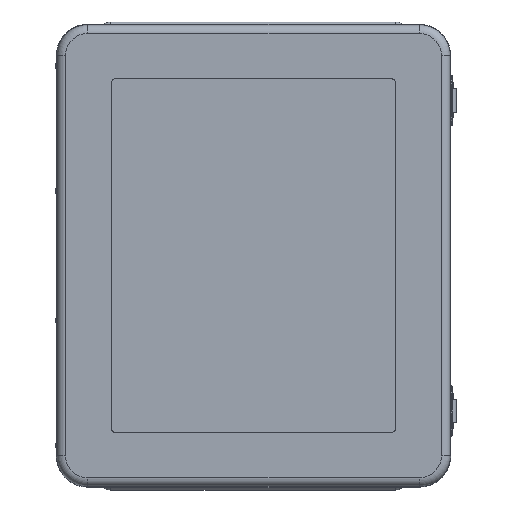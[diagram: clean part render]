
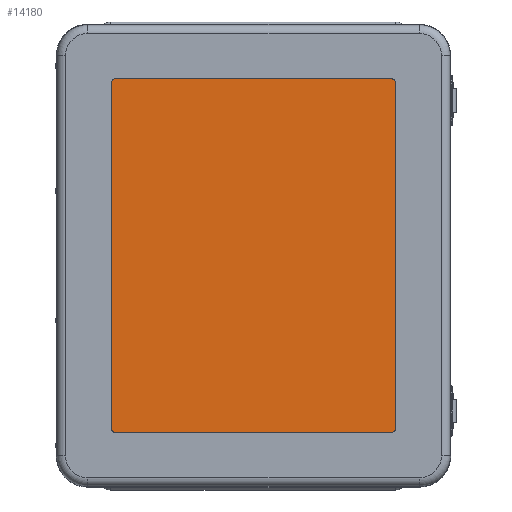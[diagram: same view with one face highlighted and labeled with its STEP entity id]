
A CAD part, top view. The second image highlights one B-rep face of the part: STEP entity #14180.
In plain terms, the highlighted planar face has unit normal (0, 0, 1).
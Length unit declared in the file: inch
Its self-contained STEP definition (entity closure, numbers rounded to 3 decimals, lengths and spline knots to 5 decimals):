
#739=LINE($,#23830,#1828);
#742=LINE($,#23838,#1831);
#745=LINE($,#23846,#1834);
#747=LINE($,#23852,#1836);
#1828=VECTOR($,#17997,10.);
#1831=VECTOR($,#18006,8.);
#1834=VECTOR($,#18015,10.);
#1836=VECTOR($,#18023,8.);
#2743=PLANE($,#15413);
#4050=FACE_OUTER_BOUND($,#4974,.T.);
#4974=EDGE_LOOP($,(#11162,#11163,#11164,#11165,#11166,#11167,#11168,#11169));
#6032=CIRCLE($,#15402,0.125);
#6033=CIRCLE($,#15405,0.125);
#6034=CIRCLE($,#15408,0.125);
#6035=CIRCLE($,#15411,0.125);
#6899=VERTEX_POINT($,#23822);
#6900=VERTEX_POINT($,#23824);
#6901=VERTEX_POINT($,#23828);
#6902=VERTEX_POINT($,#23832);
#6903=VERTEX_POINT($,#23836);
#6904=VERTEX_POINT($,#23840);
#6905=VERTEX_POINT($,#23844);
#6906=VERTEX_POINT($,#23848);
#8495=EDGE_CURVE($,#6899,#6900,#6032,.T.);
#8498=EDGE_CURVE($,#6901,#6899,#739,.T.);
#8500=EDGE_CURVE($,#6902,#6901,#6033,.T.);
#8502=EDGE_CURVE($,#6903,#6902,#742,.T.);
#8504=EDGE_CURVE($,#6904,#6903,#6034,.T.);
#8506=EDGE_CURVE($,#6905,#6904,#745,.T.);
#8508=EDGE_CURVE($,#6906,#6905,#6035,.T.);
#8509=EDGE_CURVE($,#6900,#6906,#747,.T.);
#11162=ORIENTED_EDGE($,*,*,#8509,.F.);
#11163=ORIENTED_EDGE($,*,*,#8495,.F.);
#11164=ORIENTED_EDGE($,*,*,#8498,.F.);
#11165=ORIENTED_EDGE($,*,*,#8500,.F.);
#11166=ORIENTED_EDGE($,*,*,#8502,.F.);
#11167=ORIENTED_EDGE($,*,*,#8504,.F.);
#11168=ORIENTED_EDGE($,*,*,#8506,.F.);
#11169=ORIENTED_EDGE($,*,*,#8508,.F.);
#14180=ADVANCED_FACE($,(#4050),#2743,.T.);
#15402=AXIS2_PLACEMENT_3D($,#23825,#17991,#17992);
#15405=AXIS2_PLACEMENT_3D($,#23834,#18001,#18002);
#15408=AXIS2_PLACEMENT_3D($,#23842,#18010,#18011);
#15411=AXIS2_PLACEMENT_3D($,#23850,#18019,#18020);
#15413=AXIS2_PLACEMENT_3D($,#23853,#18024,#18025);
#17991=DIRECTION('center_axis',(0.,0.,-1.));
#17992=DIRECTION('ref_axis',(0.,-1.,0.));
#17997=DIRECTION($,(0.,1.,0.));
#18001=DIRECTION('center_axis',(0.,0.,-1.));
#18002=DIRECTION('ref_axis',(1.,0.,0.));
#18006=DIRECTION($,(-1.,0.,0.));
#18010=DIRECTION('center_axis',(0.,0.,-1.));
#18011=DIRECTION('ref_axis',(0.,1.,0.));
#18015=DIRECTION($,(0.,-1.,0.));
#18019=DIRECTION('center_axis',(0.,0.,-1.));
#18020=DIRECTION('ref_axis',(-1.,0.,0.));
#18023=DIRECTION($,(1.,0.,0.));
#18024=DIRECTION('center_axis',(0.,0.,1.));
#18025=DIRECTION('ref_axis',(1.,0.,0.));
#23822=CARTESIAN_POINT('',(-4.125,5.,0.));
#23824=CARTESIAN_POINT('',(-4.,5.125,0.));
#23825=CARTESIAN_POINT('Origin',(-4.,5.,0.));
#23828=CARTESIAN_POINT('',(-4.125,-5.,0.));
#23830=CARTESIAN_POINT($,(-4.125,-5.,0.));
#23832=CARTESIAN_POINT('',(-4.,-5.125,0.));
#23834=CARTESIAN_POINT('Origin',(-4.,-5.,0.));
#23836=CARTESIAN_POINT('',(4.,-5.125,0.));
#23838=CARTESIAN_POINT($,(4.,-5.125,0.));
#23840=CARTESIAN_POINT('',(4.125,-5.,0.));
#23842=CARTESIAN_POINT('Origin',(4.,-5.,0.));
#23844=CARTESIAN_POINT('',(4.125,5.,0.));
#23846=CARTESIAN_POINT($,(4.125,5.,0.));
#23848=CARTESIAN_POINT('',(4.,5.125,0.));
#23850=CARTESIAN_POINT('Origin',(4.,5.,0.));
#23852=CARTESIAN_POINT($,(-4.,5.125,0.));
#23853=CARTESIAN_POINT('Origin',(0.,0.,0.));
